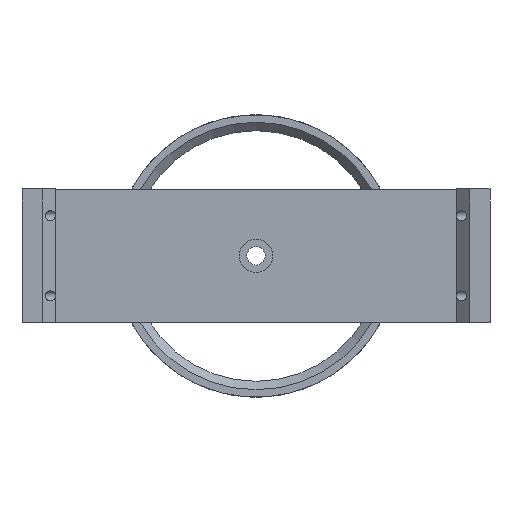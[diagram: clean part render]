
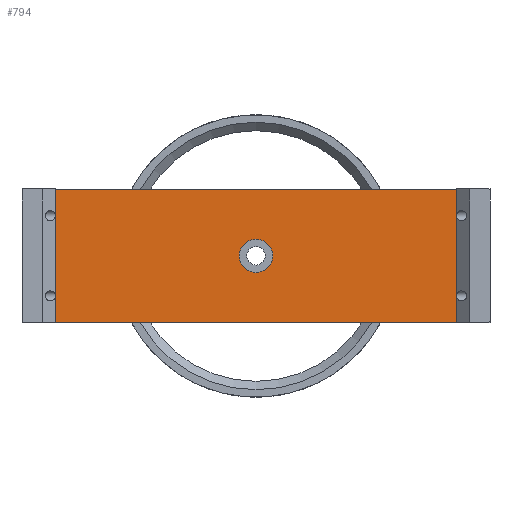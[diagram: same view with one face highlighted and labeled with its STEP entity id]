
A CAD part, top view. The second image highlights one B-rep face of the part: STEP entity #794.
In plain terms, the highlighted planar face has unit normal (0, 0, 1).
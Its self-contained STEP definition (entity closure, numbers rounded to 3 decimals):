
#23=FACE_BOUND('',#140,.T.);
#46=CIRCLE('',#841,5.);
#94=FACE_OUTER_BOUND('',#139,.T.);
#139=EDGE_LOOP('',(#717,#718,#719,#720));
#140=EDGE_LOOP('',(#721));
#156=LINE('',#1143,#235);
#191=LINE('',#1215,#270);
#210=LINE('',#1292,#289);
#215=LINE('',#1307,#294);
#235=VECTOR('',#905,10.);
#270=VECTOR('',#948,10.);
#289=VECTOR('',#1045,10.);
#294=VECTOR('',#1062,10.);
#325=VERTEX_POINT('',#1140);
#326=VERTEX_POINT('',#1142);
#358=VERTEX_POINT('',#1212);
#359=VERTEX_POINT('',#1214);
#372=VERTEX_POINT('',#1262);
#400=EDGE_CURVE('',#326,#325,#156,.T.);
#436=EDGE_CURVE('',#359,#358,#191,.T.);
#462=EDGE_CURVE('',#372,#372,#46,.T.);
#478=EDGE_CURVE('',#325,#359,#210,.T.);
#487=EDGE_CURVE('',#358,#326,#215,.T.);
#717=ORIENTED_EDGE('',*,*,#487,.T.);
#718=ORIENTED_EDGE('',*,*,#400,.T.);
#719=ORIENTED_EDGE('',*,*,#478,.T.);
#720=ORIENTED_EDGE('',*,*,#436,.T.);
#721=ORIENTED_EDGE('',*,*,#462,.T.);
#758=PLANE('',#882);
#794=ADVANCED_FACE('',(#94,#23),#758,.T.);
#841=AXIS2_PLACEMENT_3D('',#1264,#1006,#1007);
#882=AXIS2_PLACEMENT_3D('',#1339,#1107,#1108);
#905=DIRECTION('',(1.,0.,0.));
#948=DIRECTION('',(-1.,0.,0.));
#1006=DIRECTION('center_axis',(0.,0.,-1.));
#1007=DIRECTION('ref_axis',(-1.,0.,0.));
#1045=DIRECTION('',(0.,1.,0.));
#1062=DIRECTION('',(0.,-1.,0.));
#1107=DIRECTION('center_axis',(0.,0.,1.));
#1108=DIRECTION('ref_axis',(-1.,0.,0.));
#1140=CARTESIAN_POINT('',(60.,-20.,23.5));
#1142=CARTESIAN_POINT('',(-60.,-20.,23.5));
#1143=CARTESIAN_POINT('',(70.,-20.,23.5));
#1212=CARTESIAN_POINT('',(-60.,20.,23.5));
#1214=CARTESIAN_POINT('',(60.,20.,23.5));
#1215=CARTESIAN_POINT('',(-70.,20.,23.5));
#1262=CARTESIAN_POINT('',(5.,0.,23.5));
#1264=CARTESIAN_POINT('Origin',(0.,0.,23.5));
#1292=CARTESIAN_POINT('',(60.,10.,23.5));
#1307=CARTESIAN_POINT('',(-60.,-10.,23.5));
#1339=CARTESIAN_POINT('Origin',(0.,0.,
23.5));
